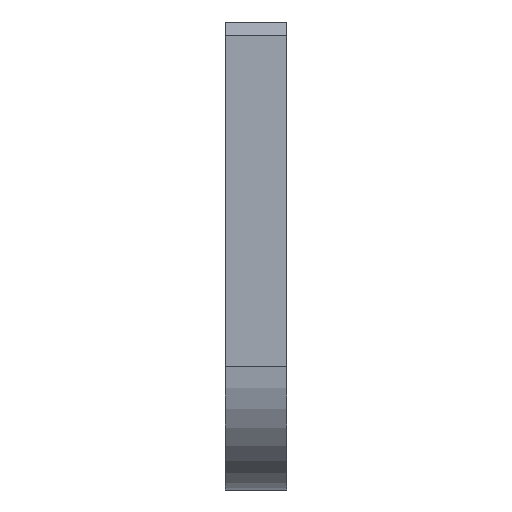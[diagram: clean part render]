
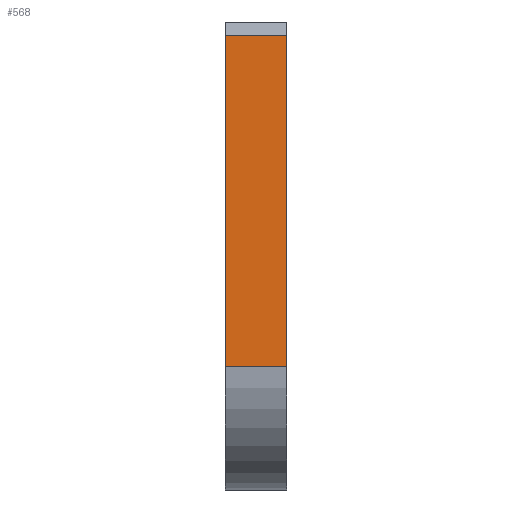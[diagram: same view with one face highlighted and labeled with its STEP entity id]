
A CAD part, left-side view. The second image highlights one B-rep face of the part: STEP entity #568.
In plain terms, the highlighted planar face has unit normal (-1, 0, 0).
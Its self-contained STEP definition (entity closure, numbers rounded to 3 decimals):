
#14 = LINE ( 'NONE', #643, #704 ) ;
#27 = LINE ( 'NONE', #382, #686 ) ;
#28 = LINE ( 'NONE', #365, #648 ) ;
#41 = LINE ( 'NONE', #497, #680 ) ;
#51 = FACE_OUTER_BOUND ( 'NONE', #238, .T. ) ;
#110 = VERTEX_POINT ( 'NONE', #640 ) ;
#172 = ORIENTED_EDGE ( 'NONE', *, *, #532, .F. ) ;
#175 = ORIENTED_EDGE ( 'NONE', *, *, #533, .T. ) ;
#177 = ORIENTED_EDGE ( 'NONE', *, *, #553, .T. ) ;
#179 = ORIENTED_EDGE ( 'NONE', *, *, #517, .F. ) ;
#202 = AXIS2_PLACEMENT_3D ( 'NONE', #462, #461, #460 ) ;
#238 = EDGE_LOOP ( 'NONE', ( #179, #175, #177, #172 ) ) ;
#316 = CARTESIAN_POINT ( 'NONE',  ( -50., 10., 33.474 ) ) ;
#328 = CARTESIAN_POINT ( 'NONE',  ( -50., 0., -20. ) ) ;
#330 = CARTESIAN_POINT ( 'NONE',  ( -50., 0., 33.474 ) ) ;
#364 = DIRECTION ( 'NONE',  ( 0., -1., 0. ) ) ;
#365 = CARTESIAN_POINT ( 'NONE',  ( -50., 10., -20. ) ) ;
#381 = DIRECTION ( 'NONE',  ( 0., -1., 0. ) ) ;
#382 = CARTESIAN_POINT ( 'NONE',  ( -50., 10., 33.474 ) ) ;
#460 = DIRECTION ( 'NONE',  ( 0., 0., -1. ) ) ;
#461 = DIRECTION ( 'NONE',  ( 1., 0., 0. ) ) ;
#462 = CARTESIAN_POINT ( 'NONE',  ( -50., 10., 13. ) ) ;
#463 = PLANE ( 'NONE',  #202 ) ;
#496 = DIRECTION ( 'NONE',  ( 0., 0., 1. ) ) ;
#497 = CARTESIAN_POINT ( 'NONE',  ( -50., 0., 13. ) ) ;
#517 = EDGE_CURVE ( 'NONE', #110, #777, #14, .T. ) ;
#532 = EDGE_CURVE ( 'NONE', #777, #765, #27, .T. ) ;
#533 = EDGE_CURVE ( 'NONE', #110, #766, #28, .T. ) ;
#553 = EDGE_CURVE ( 'NONE', #766, #765, #41, .T. ) ;
#568 = ADVANCED_FACE ( 'NONE', ( #51 ), #463, .F. ) ;
#640 = CARTESIAN_POINT ( 'NONE',  ( -50., 10., -20. ) ) ;
#643 = CARTESIAN_POINT ( 'NONE',  ( -50., 10., -40. ) ) ;
#644 = DIRECTION ( 'NONE',  ( 0., 0., 1. ) ) ;
#648 = VECTOR ( 'NONE', #364, 1000. ) ;
#680 = VECTOR ( 'NONE', #496, 1000. ) ;
#686 = VECTOR ( 'NONE', #381, 1000. ) ;
#704 = VECTOR ( 'NONE', #644, 1000. ) ;
#765 = VERTEX_POINT ( 'NONE', #330 ) ;
#766 = VERTEX_POINT ( 'NONE', #328 ) ;
#777 = VERTEX_POINT ( 'NONE', #316 ) ;
